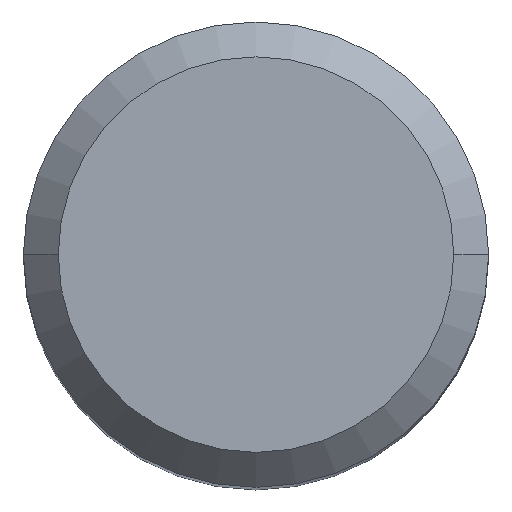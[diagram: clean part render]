
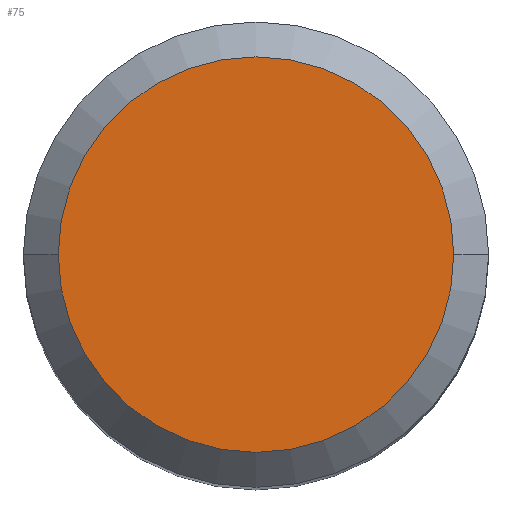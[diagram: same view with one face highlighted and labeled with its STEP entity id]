
A CAD part, top view. The second image highlights one B-rep face of the part: STEP entity #75.
In plain terms, the highlighted planar face has unit normal (0, 0, 1).
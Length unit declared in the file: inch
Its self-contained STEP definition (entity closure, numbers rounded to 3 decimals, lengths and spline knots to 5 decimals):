
#18 = DIRECTION ( 'NONE',  ( 0., 0., -1. ) ) ;
#20 = CARTESIAN_POINT ( 'NONE',  ( 0., 0., 0. ) ) ;
#24 = CIRCLE ( 'NONE', #427, 0.23426 ) ;
#26 = CARTESIAN_POINT ( 'NONE',  ( 0.23426, 0., 0. ) ) ;
#40 = EDGE_LOOP ( 'NONE', ( #341, #116 ) ) ;
#48 = FACE_OUTER_BOUND ( 'NONE', #40, .T. ) ;
#75 = ADVANCED_FACE ( 'NONE', ( #48 ), #367, .F. ) ;
#97 = DIRECTION ( 'NONE',  ( 1., 0., 0. ) ) ;
#107 = DIRECTION ( 'NONE',  ( 0., 0., 1. ) ) ;
#116 = ORIENTED_EDGE ( 'NONE', *, *, #320, .T. ) ;
#121 = CIRCLE ( 'NONE', #149, 0.23426 ) ;
#126 = EDGE_CURVE ( 'NONE', #304, #225, #121, .T. ) ;
#149 = AXIS2_PLACEMENT_3D ( 'NONE', #20, #430, #97 ) ;
#179 = CARTESIAN_POINT ( 'NONE',  ( 0., 0., 0. ) ) ;
#222 = AXIS2_PLACEMENT_3D ( 'NONE', #466, #18, #471 ) ;
#225 = VERTEX_POINT ( 'NONE', #26 ) ;
#304 = VERTEX_POINT ( 'NONE', #373 ) ;
#320 = EDGE_CURVE ( 'NONE', #225, #304, #24, .T. ) ;
#341 = ORIENTED_EDGE ( 'NONE', *, *, #126, .T. ) ;
#367 = PLANE ( 'NONE',  #222 ) ;
#373 = CARTESIAN_POINT ( 'NONE',  ( -0.23426, 0., 0. ) ) ;
#427 = AXIS2_PLACEMENT_3D ( 'NONE', #179, #107, #441 ) ;
#430 = DIRECTION ( 'NONE',  ( 0., 0., 1. ) ) ;
#441 = DIRECTION ( 'NONE',  ( 1., 0., 0. ) ) ;
#466 = CARTESIAN_POINT ( 'NONE',  ( 0., 0., 0. ) ) ;
#471 = DIRECTION ( 'NONE',  ( -1., 0., 0. ) ) ;
